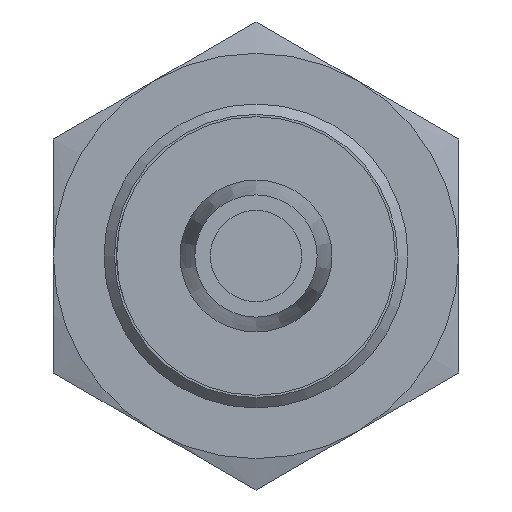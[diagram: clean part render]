
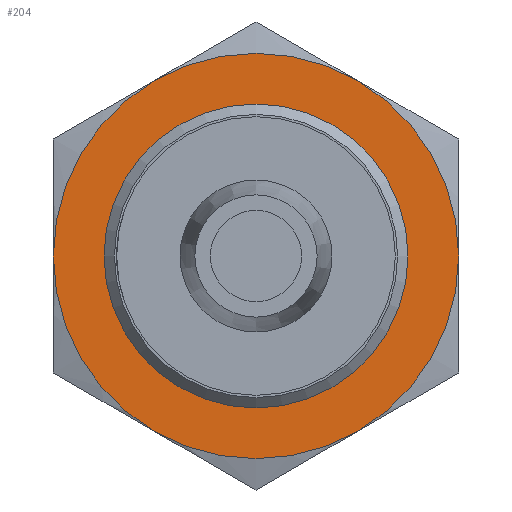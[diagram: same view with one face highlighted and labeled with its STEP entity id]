
A CAD part, left-side view. The second image highlights one B-rep face of the part: STEP entity #204.
In plain terms, the highlighted face is planar.
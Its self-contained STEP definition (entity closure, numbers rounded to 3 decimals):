
#204 = ADVANCED_FACE( '', ( #287, #288 ), #289, .F. );
#287 = FACE_BOUND( '', #388, .T. );
#288 = FACE_OUTER_BOUND( '', #389, .T. );
#289 = PLANE( '', #390 );
#388 = EDGE_LOOP( '', ( #549 ) );
#389 = EDGE_LOOP( '', ( #550, #551, #552, #553, #554, #555 ) );
#390 = AXIS2_PLACEMENT_3D( '', #556, #557, #558 );
#549 = ORIENTED_EDGE( '', *, *, #700, .F. );
#550 = ORIENTED_EDGE( '', *, *, #704, .T. );
#551 = ORIENTED_EDGE( '', *, *, #705, .T. );
#552 = ORIENTED_EDGE( '', *, *, #706, .T. );
#553 = ORIENTED_EDGE( '', *, *, #707, .T. );
#554 = ORIENTED_EDGE( '', *, *, #708, .T. );
#555 = ORIENTED_EDGE( '', *, *, #709, .T. );
#556 = CARTESIAN_POINT( '', ( 4., 12., 0. ) );
#557 = DIRECTION( '', ( -1., 0., 0. ) );
#558 = DIRECTION( '', ( 0., 0., 1. ) );
#700 = EDGE_CURVE( '', #792, #792, #793, .T. );
#704 = EDGE_CURVE( '', #800, #801, #802, .T. );
#705 = EDGE_CURVE( '', #801, #774, #803, .T. );
#706 = EDGE_CURVE( '', #774, #765, #804, .T. );
#707 = EDGE_CURVE( '', #765, #786, #805, .T. );
#708 = EDGE_CURVE( '', #786, #806, #807, .T. );
#709 = EDGE_CURVE( '', #806, #800, #808, .T. );
#765 = VERTEX_POINT( '', #925 );
#774 = VERTEX_POINT( '', #955 );
#786 = VERTEX_POINT( '', #989 );
#792 = VERTEX_POINT( '', #1015 );
#793 = CIRCLE( '', #1016, 9. );
#800 = VERTEX_POINT( '', #1023 );
#801 = VERTEX_POINT( '', #1024 );
#802 = CIRCLE( '', #1025, 12. );
#803 = CIRCLE( '', #1026, 12. );
#804 = CIRCLE( '', #1027, 12. );
#805 = CIRCLE( '', #1028, 12. );
#806 = VERTEX_POINT( '', #1029 );
#807 = CIRCLE( '', #1030, 12. );
#808 = CIRCLE( '', #1031, 12. );
#925 = CARTESIAN_POINT( '', ( 4., 0., 12. ) );
#955 = CARTESIAN_POINT( '', ( 4., 10.392, 6. ) );
#989 = CARTESIAN_POINT( '', ( 4., -10.392, 6. ) );
#1015 = CARTESIAN_POINT( '', ( 4., 0., -9. ) );
#1016 = AXIS2_PLACEMENT_3D( '', #1170, #1171, #1172 );
#1023 = CARTESIAN_POINT( '', ( 4., 0., -12. ) );
#1024 = CARTESIAN_POINT( '', ( 4., 10.392, -6. ) );
#1025 = AXIS2_PLACEMENT_3D( '', #1182, #1183, #1184 );
#1026 = AXIS2_PLACEMENT_3D( '', #1185, #1186, #1187 );
#1027 = AXIS2_PLACEMENT_3D( '', #1188, #1189, #1190 );
#1028 = AXIS2_PLACEMENT_3D( '', #1191, #1192, #1193 );
#1029 = CARTESIAN_POINT( '', ( 4., -10.392, -6. ) );
#1030 = AXIS2_PLACEMENT_3D( '', #1194, #1195, #1196 );
#1031 = AXIS2_PLACEMENT_3D( '', #1197, #1198, #1199 );
#1170 = CARTESIAN_POINT( '', ( 4., 0., 0. ) );
#1171 = DIRECTION( '', ( 1., 0., 0. ) );
#1172 = DIRECTION( '', ( 0., 0., -1. ) );
#1182 = CARTESIAN_POINT( '', ( 4., 0., 0. ) );
#1183 = DIRECTION( '', ( 1., 0., 0. ) );
#1184 = DIRECTION( '', ( 0., 0., -1. ) );
#1185 = CARTESIAN_POINT( '', ( 4., 0., 0. ) );
#1186 = DIRECTION( '', ( 1., 0., 0. ) );
#1187 = DIRECTION( '', ( 0., 0., -1. ) );
#1188 = CARTESIAN_POINT( '', ( 4., 0., 0. ) );
#1189 = DIRECTION( '', ( 1., 0., 0. ) );
#1190 = DIRECTION( '', ( 0., 0., -1. ) );
#1191 = CARTESIAN_POINT( '', ( 4., 0., 0. ) );
#1192 = DIRECTION( '', ( 1., 0., 0. ) );
#1193 = DIRECTION( '', ( 0., 0., -1. ) );
#1194 = CARTESIAN_POINT( '', ( 4., 0., 0. ) );
#1195 = DIRECTION( '', ( 1., 0., 0. ) );
#1196 = DIRECTION( '', ( 0., 0., -1. ) );
#1197 = CARTESIAN_POINT( '', ( 4., 0., 0. ) );
#1198 = DIRECTION( '', ( 1., 0., 0. ) );
#1199 = DIRECTION( '', ( 0., 0., -1. ) );
